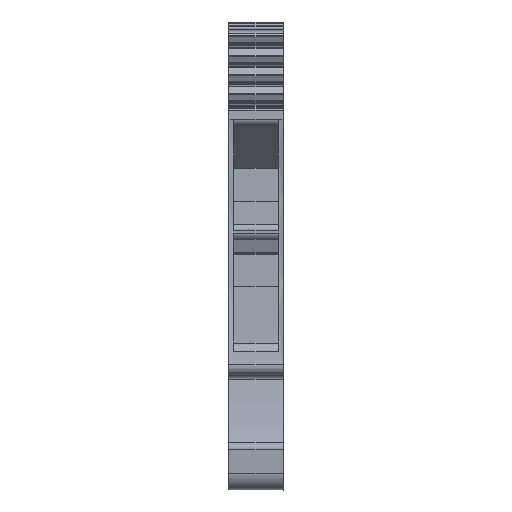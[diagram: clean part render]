
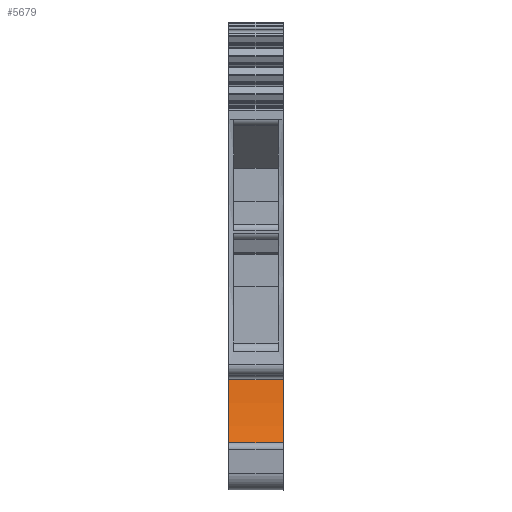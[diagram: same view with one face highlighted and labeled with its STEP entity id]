
A CAD part, front view. The second image highlights one B-rep face of the part: STEP entity #5679.
In plain terms, the highlighted cylindrical face has radius 35 mm (diameter 70 mm), a partial arc.
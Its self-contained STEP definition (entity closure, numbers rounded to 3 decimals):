
#907=AXIS2_PLACEMENT_3D('Circle Axis2P3D',#905,#906,$) ;
#5659=AXIS2_PLACEMENT_3D('Cylinder Axis2P3D',#5656,#5657,#5658) ;
#5663=AXIS2_PLACEMENT_3D('Circle Axis2P3D',#5661,#5662,$) ;
#902=CARTESIAN_POINT('Vertex',(6.1,4.836,12.355)) ;
#905=CARTESIAN_POINT('Axis2P3D Location',(6.1,-30.024,15.482)) ;
#909=CARTESIAN_POINT('Vertex',(6.1,3.238,4.589)) ;
#5641=CARTESIAN_POINT('Vertex',(0.,4.836,12.355)) ;
#5644=CARTESIAN_POINT('Line Origine',(3.05,4.836,12.355)) ;
#5656=CARTESIAN_POINT('Axis2P3D Location',(3.05,-30.024,15.482)) ;
#5661=CARTESIAN_POINT('Axis2P3D Location',(0.,-30.024,15.482)) ;
#5665=CARTESIAN_POINT('Vertex',(0.,3.238,4.589)) ;
#5668=CARTESIAN_POINT('Line Origine',(3.05,3.238,4.589)) ;
#906=DIRECTION('Axis2P3D Direction',(1.,-0.,0.)) ;
#5645=DIRECTION('Vector Direction',(1.,0.,0.)) ;
#5657=DIRECTION('Axis2P3D Direction',(1.,-0.,0.)) ;
#5658=DIRECTION('Axis2P3D XDirection',(0.,0.95,-0.311)) ;
#5662=DIRECTION('Axis2P3D Direction',(1.,-0.,0.)) ;
#5669=DIRECTION('Vector Direction',(1.,0.,0.)) ;
#5646=VECTOR('Line Direction',#5645,1.) ;
#5670=VECTOR('Line Direction',#5669,1.) ;
#5674=ORIENTED_EDGE('',*,*,#5648,.F.) ;
#5675=ORIENTED_EDGE('',*,*,#5667,.T.) ;
#5676=ORIENTED_EDGE('',*,*,#5672,.T.) ;
#5677=ORIENTED_EDGE('',*,*,#911,.F.) ;
#5679=ADVANCED_FACE('Hauptk\X2\00F6\X0\rper',(#5678),#5660,.F.) ;
#908=CIRCLE('generated circle',#907,35.) ;
#5664=CIRCLE('generated circle',#5663,35.) ;
#5660=CYLINDRICAL_SURFACE('generated cylinder',#5659,35.) ;
#911=EDGE_CURVE('',#903,#910,#908,.F.) ;
#5648=EDGE_CURVE('',#5642,#903,#5647,.T.) ;
#5667=EDGE_CURVE('',#5642,#5666,#5664,.F.) ;
#5672=EDGE_CURVE('',#5666,#910,#5671,.T.) ;
#5673=EDGE_LOOP('',(#5674,#5675,#5676,#5677)) ;
#5678=FACE_OUTER_BOUND('',#5673,.T.) ;
#5647=LINE('Line',#5644,#5646) ;
#5671=LINE('Line',#5668,#5670) ;
#903=VERTEX_POINT('',#902) ;
#910=VERTEX_POINT('',#909) ;
#5642=VERTEX_POINT('',#5641) ;
#5666=VERTEX_POINT('',#5665) ;
